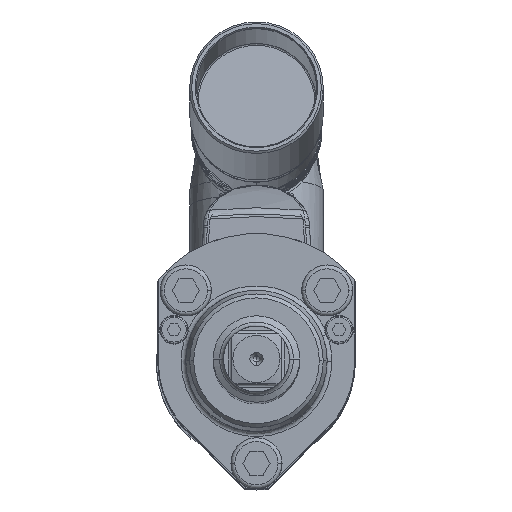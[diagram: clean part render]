
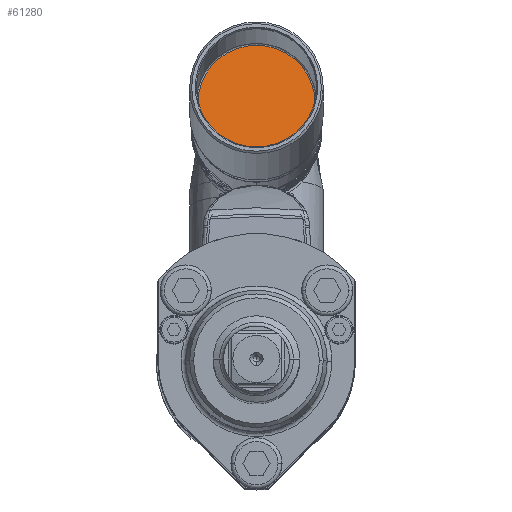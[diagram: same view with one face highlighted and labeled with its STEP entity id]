
A CAD part, top view. The second image highlights one B-rep face of the part: STEP entity #61280.
In plain terms, the highlighted planar face has unit normal (0, 0.174, 0.985).
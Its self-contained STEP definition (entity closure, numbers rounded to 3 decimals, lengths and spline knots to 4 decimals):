
#22250=CARTESIAN_POINT('',(0.,2.6155,1.0185));
#22251=DIRECTION('',(0.,0.174,0.985));
#22252=DIRECTION('',(-1.,0.,0.));
#22253=AXIS2_PLACEMENT_3D('',#22250,#22251,#22252);
#22255=CARTESIAN_POINT('',(0.,2.6155,1.0185));
#22256=DIRECTION('',(0.,0.174,0.985));
#22257=DIRECTION('',(1.,0.,0.));
#22258=AXIS2_PLACEMENT_3D('',#22255,#22256,#22257);
#28328=CARTESIAN_POINT('',(-0.5866,2.6155,
1.0185));
#28329=CARTESIAN_POINT('',(0.5866,2.6155,
1.0185));
#28330=VERTEX_POINT('',#28328);
#28331=VERTEX_POINT('',#28329);
#61271=CARTESIAN_POINT('',(0.,2.6155,1.0185));
#61272=DIRECTION('',(0.,-0.174,-0.985));
#61273=DIRECTION('',(-1.,0.,0.));
#61274=AXIS2_PLACEMENT_3D('',#61271,#61272,#61273);
#61275=PLANE('',#61274);
#61276=ORIENTED_EDGE('',*,*,#61251,.F.);
#61277=ORIENTED_EDGE('',*,*,#61265,.F.);
#61278=EDGE_LOOP('',(#61276,#61277));
#61279=FACE_OUTER_BOUND('',#61278,.F.);
#22254=CIRCLE('',#22253,0.5866);
#22259=CIRCLE('',#22258,0.5866);
#61251=EDGE_CURVE('',#28330,#28331,#22254,.T.);
#61265=EDGE_CURVE('',#28331,#28330,#22259,.T.);
#61280=ADVANCED_FACE('',(#61279),#61275,.F.);
